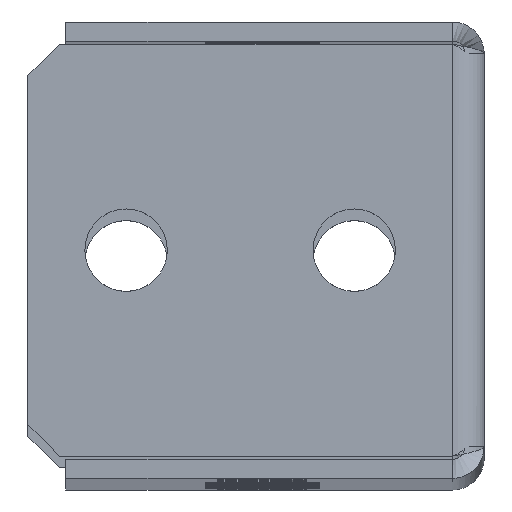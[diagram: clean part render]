
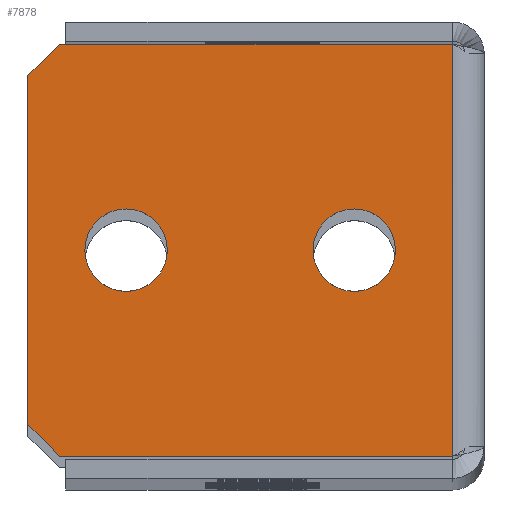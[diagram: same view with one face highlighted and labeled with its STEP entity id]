
A CAD part, top view. The second image highlights one B-rep face of the part: STEP entity #7878.
In plain terms, the highlighted planar face has unit normal (0, 0, 1).
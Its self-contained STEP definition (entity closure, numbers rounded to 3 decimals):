
#5 = VERTEX_POINT ( 'NONE', #755 ) ;
#605 = FACE_OUTER_BOUND ( 'NONE', #7992, .T. ) ;
#726 = DIRECTION ( 'NONE',  ( 0., 0., -1. ) ) ;
#747 = EDGE_CURVE ( 'NONE', #5657, #6148, #9336, .T. ) ;
#755 = CARTESIAN_POINT ( 'NONE',  ( -3., -4.25, 526.5 ) ) ;
#882 = ORIENTED_EDGE ( 'NONE', *, *, #747, .T. ) ;
#1274 = ORIENTED_EDGE ( 'NONE', *, *, #4354, .T. ) ;
#1491 = AXIS2_PLACEMENT_3D ( 'NONE', #8237, #8209, #8143 ) ;
#2176 = LINE ( 'NONE', #10099, #6120 ) ;
#2245 = CARTESIAN_POINT ( 'NONE',  ( 22.75, -18., 526.5 ) ) ;
#2289 = LINE ( 'NONE', #5998, #8333 ) ;
#2554 = CARTESIAN_POINT ( 'NONE',  ( -0.5, -1.75, 526.5 ) ) ;
#2915 = EDGE_LOOP ( 'NONE', ( #4955 ) ) ;
#2935 = AXIS2_PLACEMENT_3D ( 'NONE', #2245, #7761, #3037 ) ;
#2985 = ORIENTED_EDGE ( 'NONE', *, *, #3649, .T. ) ;
#3037 = DIRECTION ( 'NONE',  ( -1., 0., 0. ) ) ;
#3267 = VECTOR ( 'NONE', #4099, 1000. ) ;
#3649 = EDGE_CURVE ( 'NONE', #6148, #5, #6837, .T. ) ;
#3696 = VERTEX_POINT ( 'NONE', #6196 ) ;
#3885 = LINE ( 'NONE', #9150, #8344 ) ;
#4099 = DIRECTION ( 'NONE',  ( -1., 0., 0. ) ) ;
#4102 = VERTEX_POINT ( 'NONE', #6836 ) ;
#4145 = EDGE_CURVE ( 'NONE', #6018, #3696, #3885, .T. ) ;
#4275 = CARTESIAN_POINT ( 'NONE',  ( 30.5, -1.75, 526.5 ) ) ;
#4354 = EDGE_CURVE ( 'NONE', #4427, #3696, #2176, .T. ) ;
#4427 = VERTEX_POINT ( 'NONE', #8921 ) ;
#4434 = EDGE_CURVE ( 'NONE', #8310, #8310, #7466, .T. ) ;
#4571 = EDGE_CURVE ( 'NONE', #5, #4427, #2289, .T. ) ;
#4643 = PLANE ( 'NONE',  #6757 ) ;
#4670 = CIRCLE ( 'NONE', #2935, 3.25 ) ;
#4722 = CARTESIAN_POINT ( 'NONE',  ( 30.5, -34.25, 526.5 ) ) ;
#4955 = ORIENTED_EDGE ( 'NONE', *, *, #7216, .T. ) ;
#5083 = ORIENTED_EDGE ( 'NONE', *, *, #4571, .T. ) ;
#5148 = DIRECTION ( 'NONE',  ( 0., -1., 0. ) ) ;
#5220 = ORIENTED_EDGE ( 'NONE', *, *, #4145, .F. ) ;
#5226 = EDGE_LOOP ( 'NONE', ( #8177 ) ) ;
#5657 = VERTEX_POINT ( 'NONE', #8284 ) ;
#5971 = DIRECTION ( 'NONE',  ( 0., -1., 0. ) ) ;
#5998 = CARTESIAN_POINT ( 'NONE',  ( -3., 0., 526.5 ) ) ;
#6018 = VERTEX_POINT ( 'NONE', #4722 ) ;
#6057 = CARTESIAN_POINT ( 'NONE',  ( 1.5, -18., 526.5 ) ) ;
#6120 = VECTOR ( 'NONE', #10127, 1000. ) ;
#6148 = VERTEX_POINT ( 'NONE', #2554 ) ;
#6196 = CARTESIAN_POINT ( 'NONE',  ( -0.5, -34.25, 526.5 ) ) ;
#6228 = DIRECTION ( 'NONE',  ( -1., 0., 0. ) ) ;
#6368 = LINE ( 'NONE', #6728, #8482 ) ;
#6570 = ORIENTED_EDGE ( 'NONE', *, *, #8851, .F. ) ;
#6728 = CARTESIAN_POINT ( 'NONE',  ( 30.5, -33.5, 526.5 ) ) ;
#6757 = AXIS2_PLACEMENT_3D ( 'NONE', #10183, #726, #6228 ) ;
#6836 = CARTESIAN_POINT ( 'NONE',  ( 19.5, -18., 526.5 ) ) ;
#6837 = LINE ( 'NONE', #7818, #8470 ) ;
#7118 = DIRECTION ( 'NONE',  ( -0.707, -0.707, 0. ) ) ;
#7216 = EDGE_CURVE ( 'NONE', #4102, #4102, #4670, .T. ) ;
#7466 = CIRCLE ( 'NONE', #1491, 3.25 ) ;
#7625 = FACE_BOUND ( 'NONE', #2915, .T. ) ;
#7761 = DIRECTION ( 'NONE',  ( 0., 0., -1. ) ) ;
#7818 = CARTESIAN_POINT ( 'NONE',  ( 0.625, -0.625, 526.5 ) ) ;
#7878 = ADVANCED_FACE ( 'NONE', ( #7625, #8978, #605 ), #4643, .F. ) ;
#7992 = EDGE_LOOP ( 'NONE', ( #2985, #5083, #1274, #5220, #6570, #882 ) ) ;
#8143 = DIRECTION ( 'NONE',  ( -1., 0., 0. ) ) ;
#8177 = ORIENTED_EDGE ( 'NONE', *, *, #4434, .T. ) ;
#8209 = DIRECTION ( 'NONE',  ( 0., 0., -1. ) ) ;
#8237 = CARTESIAN_POINT ( 'NONE',  ( 4.75, -18., 526.5 ) ) ;
#8284 = CARTESIAN_POINT ( 'NONE',  ( 30.5, -1.75, 526.5 ) ) ;
#8310 = VERTEX_POINT ( 'NONE', #6057 ) ;
#8333 = VECTOR ( 'NONE', #5971, 1000. ) ;
#8344 = VECTOR ( 'NONE', #9331, 1000. ) ;
#8470 = VECTOR ( 'NONE', #7118, 1000. ) ;
#8482 = VECTOR ( 'NONE', #5148, 1000. ) ;
#8851 = EDGE_CURVE ( 'NONE', #5657, #6018, #6368, .T. ) ;
#8921 = CARTESIAN_POINT ( 'NONE',  ( -3., -31.75, 526.5 ) ) ;
#8978 = FACE_BOUND ( 'NONE', #5226, .T. ) ;
#9150 = CARTESIAN_POINT ( 'NONE',  ( 30.5, -34.25, 526.5 ) ) ;
#9331 = DIRECTION ( 'NONE',  ( -1., 0., 0. ) ) ;
#9336 = LINE ( 'NONE', #4275, #3267 ) ;
#10099 = CARTESIAN_POINT ( 'NONE',  ( -17.375, -17.375, 526.5 ) ) ;
#10127 = DIRECTION ( 'NONE',  ( 0.707, -0.707, 0. ) ) ;
#10183 = CARTESIAN_POINT ( 'NONE',  ( 0., 0., 526.5 ) ) ;
